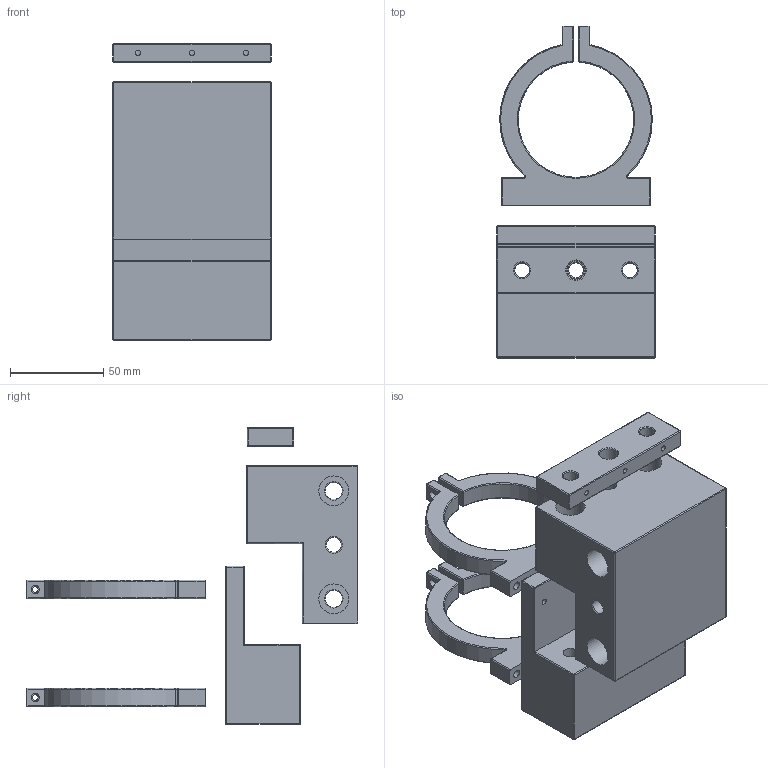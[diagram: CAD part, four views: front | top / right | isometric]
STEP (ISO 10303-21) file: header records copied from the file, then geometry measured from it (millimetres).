
FILE_DESCRIPTION(('FreeCAD Model'),'2;1');
FILE_NAME('CNC Support Drill.step', '2020-01-19T19:52:55',(''),(''),'Open CASCADE STEP processor 7.2', 'FreeCAD','Unknown');
FILE_SCHEMA(('AUTOMOTIVE_DESIGN { 1 0 10303 214 1 1 1 1 }'));
Length unit declared in the file: millimetre
Products named in the file (5): Support_Drill_Bas; Support_Drill_Haut; Butée_Haut/Bas; Coulisse_Haut/Bas; Coulisse_Gauche/Droite
Bounding box: 85 x 178.31 x 159.5 mm (x, y, z)
Volume: 534306 mm3; surface area: 106760.6 mm2
Topology: 5 solids, 5 shells, 305 faces, 695 edges, 348 vertices
Faces by surface type: cylinder 151, sphere 60, plane 56, torus 38
Full cylindrical faces by diameter (mm): 3 x15, 4.4 x6, 8 x6, 9 x4, 10 x2, 16 x6
Entity records: 19805 total; most frequent: CARTESIAN_POINT 6796, DIRECTION 2445, ORIENTED_EDGE 1270, PCURVE 1270, DEFINITIONAL_REPRESENTATION 1270, LINE 1064, VECTOR 1064, AXIS2_PLACEMENT_3D 657
